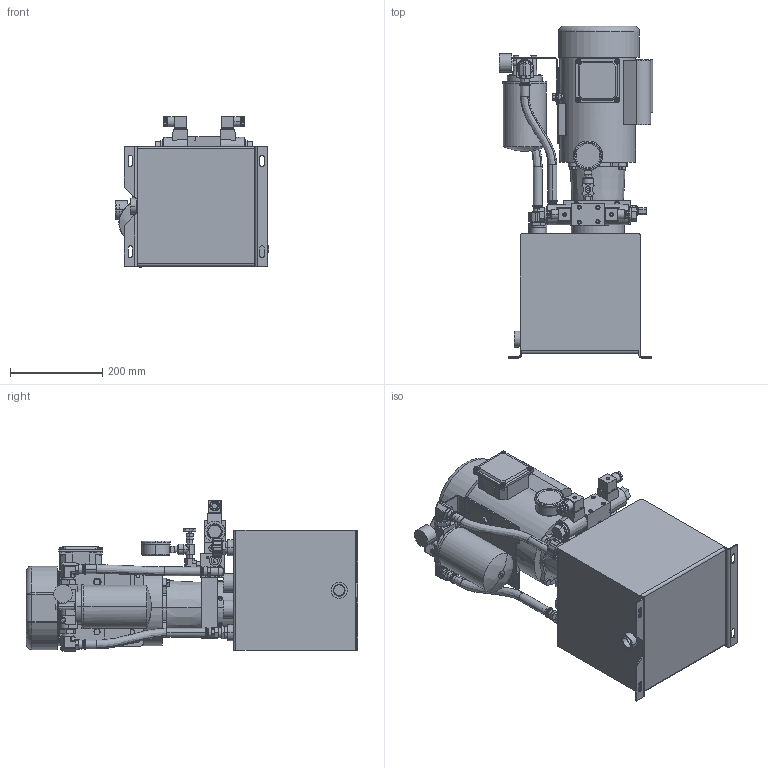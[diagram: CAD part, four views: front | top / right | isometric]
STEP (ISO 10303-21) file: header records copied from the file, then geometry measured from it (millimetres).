
FILE_DESCRIPTION (( 'STEP AP203' ), '1' );
FILE_NAME ('51045050002.step', '2024-03-06T20:13:42', ( '' ), ( '' ), 'SwSTEP 2.0', 'SolidWorks 2023', '' );
FILE_SCHEMA (( 'CONFIG_CONTROL_DESIGN' ));
Products named in the file (1): 51045050002
Bounding box: 333.71 x 719.72 x 326.8 mm (x, y, z)
Volume: 12639113.4 mm3; surface area: 1778298.8 mm2
Topology: 39 solids, 58 shells, 4372 faces, 11023 edges, 6957 vertices
Faces by surface type: plane 1872, cylinder 1309, bspline 632, cone 551, torus 8
Entity records: 174828 total; most frequent: CARTESIAN_POINT 73139, ORIENTED_EDGE 21722, DIRECTION 20098, EDGE_CURVE 10861, AXIS2_PLACEMENT_3D 7197, VERTEX_POINT 6957, VECTOR 5704, LINE 5704
